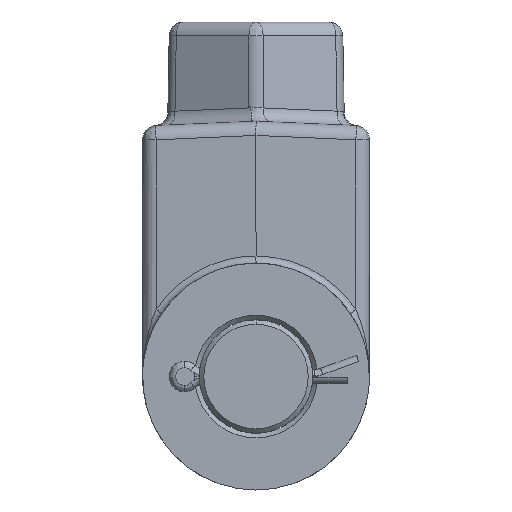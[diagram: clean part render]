
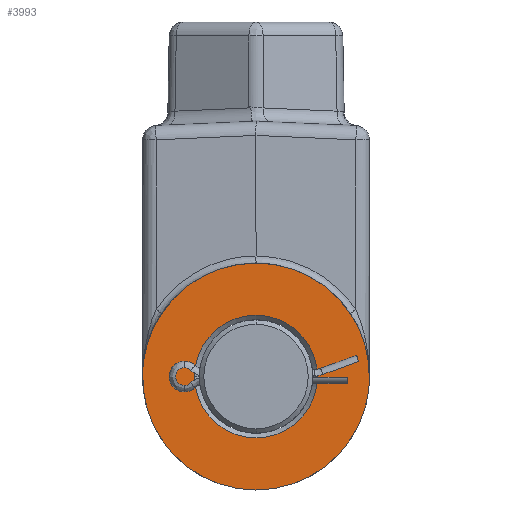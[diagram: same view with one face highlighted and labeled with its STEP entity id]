
A CAD part, left-side view. The second image highlights one B-rep face of the part: STEP entity #3993.
In plain terms, the highlighted planar face has unit normal (-1, 0, 0).
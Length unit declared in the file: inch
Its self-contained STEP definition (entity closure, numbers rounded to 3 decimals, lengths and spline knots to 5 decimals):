
#370 = CIRCLE ( 'NONE', #2317, 1. ) ;
#417 = CARTESIAN_POINT ( 'NONE',  ( -1.5075, 0., 4.39301 ) ) ;
#479 = EDGE_CURVE ( 'NONE', #3350, #8908, #7325, .T. ) ;
#510 = CARTESIAN_POINT ( 'NONE',  ( -1.5075, 0.98666, 4.20503 ) ) ;
#559 = CARTESIAN_POINT ( 'NONE',  ( -1.5075, 0.9605, 4.67128 ) ) ;
#625 = DIRECTION ( 'NONE',  ( -1., 0., 0. ) ) ;
#650 = ORIENTED_EDGE ( 'NONE', *, *, #7449, .F. ) ;
#752 = ORIENTED_EDGE ( 'NONE', *, *, #4221, .F. ) ;
#1047 = CARTESIAN_POINT ( 'NONE',  ( -1.5075, 0.9605, 4.67128 ) ) ;
#1058 = VERTEX_POINT ( 'NONE', #1047 ) ;
#1109 = CIRCLE ( 'NONE', #6837, 1. ) ;
#1132 = CARTESIAN_POINT ( 'NONE',  ( -1.5075, -0.98666, 4.20503 ) ) ;
#1216 = FACE_BOUND ( 'NONE', #5159, .T. ) ;
#1273 = VERTEX_POINT ( 'NONE', #8856 ) ;
#1518 = DIRECTION ( 'NONE',  ( 1., 0., 0. ) ) ;
#1560 = DIRECTION ( 'NONE',  ( 0., 0., -1. ) ) ;
#1901 = ORIENTED_EDGE ( 'NONE', *, *, #3982, .F. ) ;
#1927 = CARTESIAN_POINT ( 'NONE',  ( -1.5075, -0.98666, 4.58099 ) ) ;
#2019 = CIRCLE ( 'NONE', #2778, 0.541 ) ;
#2189 = CARTESIAN_POINT ( 'NONE',  ( -1.5075, 0.99998, 4.29902 ) ) ;
#2317 = AXIS2_PLACEMENT_3D ( 'NONE', #3106, #1518, #1560 ) ;
#2419 = EDGE_CURVE ( 'NONE', #6821, #3350, #2680, .T. ) ;
#2611 = ORIENTED_EDGE ( 'NONE', *, *, #479, .F. ) ;
#2620 = CARTESIAN_POINT ( 'NONE',  ( -1.5075, 0.9605, 4.11474 ) ) ;
#2680 = CIRCLE ( 'NONE', #7651, 1. ) ;
#2778 = AXIS2_PLACEMENT_3D ( 'NONE', #417, #5319, #4661 ) ;
#2787 = DIRECTION ( 'NONE',  ( 0., -1., 0. ) ) ;
#3106 = CARTESIAN_POINT ( 'NONE',  ( -1.5075, 0., 4.39301 ) ) ;
#3330 = EDGE_CURVE ( 'NONE', #5686, #4857, #1109, .T. ) ;
#3342 = CARTESIAN_POINT ( 'NONE',  ( -1.5075, -0.9605, 4.67128 ) ) ;
#3350 = VERTEX_POINT ( 'NONE', #3879 ) ;
#3369 = PLANE ( 'NONE',  #5777 ) ;
#3453 = EDGE_CURVE ( 'NONE', #5684, #1273, #7131, .T. ) ;
#3505 = AXIS2_PLACEMENT_3D ( 'NONE', #3627, #625, #2787 ) ;
#3627 = CARTESIAN_POINT ( 'NONE',  ( -1.5075, 0., 4.39301 ) ) ;
#3677 = CARTESIAN_POINT ( 'NONE',  ( -1.5075, 0.9605, 4.11474 ) ) ;
#3879 = CARTESIAN_POINT ( 'NONE',  ( -1.5075, 0., 3.39301 ) ) ;
#3982 = EDGE_CURVE ( 'NONE', #8908, #1058, #4582, .T. ) ;
#3993 = ADVANCED_FACE ( 'NONE', ( #4360, #1216 ), #3369, .F. ) ;
#4192 = ORIENTED_EDGE ( 'NONE', *, *, #3330, .F. ) ;
#4204 = DIRECTION ( 'NONE',  ( 0., 0., -1. ) ) ;
#4221 = EDGE_CURVE ( 'NONE', #1058, #5686, #370, .T. ) ;
#4312 = DIRECTION ( 'NONE',  ( 1., 0., 0. ) ) ;
#4314 = AXIS2_PLACEMENT_3D ( 'NONE', #8536, #7870, #4204 ) ;
#4360 = FACE_OUTER_BOUND ( 'NONE', #5712, .T. ) ;
#4582 = B_SPLINE_CURVE_WITH_KNOTS ( 'NONE', 3,
 ( #2620, #510, #2189, #5079, #8381, #559 ),
 .UNSPECIFIED., .F., .F.,
 ( 4, 2, 4 ),
 ( 0., 0.00716, 0.01433 ),
 .UNSPECIFIED. ) ;
#4661 = DIRECTION ( 'NONE',  ( 0., -1., 0. ) ) ;
#4674 = CARTESIAN_POINT ( 'NONE',  ( -1.5075, -0.99998, 4.487 ) ) ;
#4857 = VERTEX_POINT ( 'NONE', #3342 ) ;
#5079 = CARTESIAN_POINT ( 'NONE',  ( -1.5075, 0.99998, 4.487 ) ) ;
#5159 = EDGE_LOOP ( 'NONE', ( #8968, #650 ) ) ;
#5198 = B_SPLINE_CURVE_WITH_KNOTS ( 'NONE', 3,
 ( #7536, #1927, #4674, #5385, #1132, #9090 ),
 .UNSPECIFIED., .F., .F.,
 ( 4, 2, 4 ),
 ( 0., 0.00716, 0.01433 ),
 .UNSPECIFIED. ) ;
#5316 = CARTESIAN_POINT ( 'NONE',  ( -1.5075, 0., 5.39301 ) ) ;
#5319 = DIRECTION ( 'NONE',  ( -1., 0., 0. ) ) ;
#5385 = CARTESIAN_POINT ( 'NONE',  ( -1.5075, -0.99998, 4.29902 ) ) ;
#5561 = DIRECTION ( 'NONE',  ( 1., 0., 0. ) ) ;
#5638 = DIRECTION ( 'NONE',  ( 0., 0., -1. ) ) ;
#5684 = VERTEX_POINT ( 'NONE', #6247 ) ;
#5686 = VERTEX_POINT ( 'NONE', #5316 ) ;
#5712 = EDGE_LOOP ( 'NONE', ( #1901, #2611, #9181, #9135, #4192, #752 ) ) ;
#5777 = AXIS2_PLACEMENT_3D ( 'NONE', #6313, #5561, #9132 ) ;
#6247 = CARTESIAN_POINT ( 'NONE',  ( -1.5075, -0.541, 4.39301 ) ) ;
#6313 = CARTESIAN_POINT ( 'NONE',  ( -1.5075, 1., 3.39301 ) ) ;
#6398 = CARTESIAN_POINT ( 'NONE',  ( -1.5075, -0.9605, 4.11474 ) ) ;
#6821 = VERTEX_POINT ( 'NONE', #6398 ) ;
#6837 = AXIS2_PLACEMENT_3D ( 'NONE', #9261, #4312, #7985 ) ;
#7131 = CIRCLE ( 'NONE', #3505, 0.541 ) ;
#7325 = CIRCLE ( 'NONE', #4314, 1. ) ;
#7449 = EDGE_CURVE ( 'NONE', #1273, #5684, #2019, .T. ) ;
#7536 = CARTESIAN_POINT ( 'NONE',  ( -1.5075, -0.9605, 4.67128 ) ) ;
#7651 = AXIS2_PLACEMENT_3D ( 'NONE', #9215, #8510, #5638 ) ;
#7870 = DIRECTION ( 'NONE',  ( 1., 0., 0. ) ) ;
#7985 = DIRECTION ( 'NONE',  ( 0., 0., -1. ) ) ;
#8381 = CARTESIAN_POINT ( 'NONE',  ( -1.5075, 0.98666, 4.58099 ) ) ;
#8510 = DIRECTION ( 'NONE',  ( 1., 0., 0. ) ) ;
#8536 = CARTESIAN_POINT ( 'NONE',  ( -1.5075, 0., 4.39301 ) ) ;
#8856 = CARTESIAN_POINT ( 'NONE',  ( -1.5075, 0.541, 4.39301 ) ) ;
#8908 = VERTEX_POINT ( 'NONE', #3677 ) ;
#8968 = ORIENTED_EDGE ( 'NONE', *, *, #3453, .F. ) ;
#8972 = EDGE_CURVE ( 'NONE', #4857, #6821, #5198, .T. ) ;
#9090 = CARTESIAN_POINT ( 'NONE',  ( -1.5075, -0.9605, 4.11474 ) ) ;
#9132 = DIRECTION ( 'NONE',  ( 0., 1., 0. ) ) ;
#9135 = ORIENTED_EDGE ( 'NONE', *, *, #8972, .F. ) ;
#9181 = ORIENTED_EDGE ( 'NONE', *, *, #2419, .F. ) ;
#9215 = CARTESIAN_POINT ( 'NONE',  ( -1.5075, 0., 4.39301 ) ) ;
#9261 = CARTESIAN_POINT ( 'NONE',  ( -1.5075, 0., 4.39301 ) ) ;
